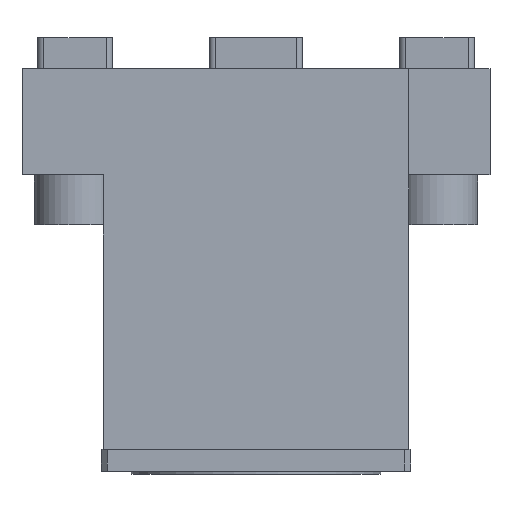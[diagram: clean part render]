
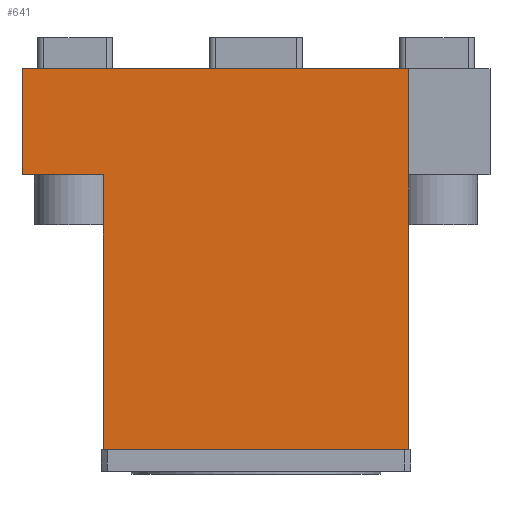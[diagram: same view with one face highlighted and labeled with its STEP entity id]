
A CAD part, left-side view. The second image highlights one B-rep face of the part: STEP entity #641.
In plain terms, the highlighted planar face has unit normal (-1, 0, 0).
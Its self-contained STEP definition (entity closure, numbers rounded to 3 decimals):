
#45=FACE_OUTER_BOUND('',#926,.T.);
#162=LINE('',#3390,#368);
#163=LINE('',#3393,#369);
#164=LINE('',#3395,#370);
#165=LINE('',#3397,#371);
#166=LINE('',#3399,#372);
#167=LINE('',#3401,#373);
#368=VECTOR('',#2469,1.);
#369=VECTOR('',#2470,1.);
#370=VECTOR('',#2471,1.);
#371=VECTOR('',#2472,1.);
#372=VECTOR('',#2473,1.);
#373=VECTOR('',#2474,1.);
#557=PLANE('',#2221);
#641=ADVANCED_FACE('',(#45),#557,.F.);
#926=EDGE_LOOP('',(#1108,#1109,#1110,#1111,#1112,#1113));
#1108=ORIENTED_EDGE('',*,*,#1892,.F.);
#1109=ORIENTED_EDGE('',*,*,#1893,.F.);
#1110=ORIENTED_EDGE('',*,*,#1894,.F.);
#1111=ORIENTED_EDGE('',*,*,#1895,.T.);
#1112=ORIENTED_EDGE('',*,*,#1896,.T.);
#1113=ORIENTED_EDGE('',*,*,#1897,.F.);
#1677=VERTEX_POINT('',#3391);
#1678=VERTEX_POINT('',#3392);
#1679=VERTEX_POINT('',#3394);
#1680=VERTEX_POINT('',#3396);
#1681=VERTEX_POINT('',#3398);
#1682=VERTEX_POINT('',#3400);
#1892=EDGE_CURVE('',#1677,#1678,#162,.T.);
#1893=EDGE_CURVE('',#1679,#1677,#163,.T.);
#1894=EDGE_CURVE('',#1680,#1679,#164,.T.);
#1895=EDGE_CURVE('',#1680,#1681,#165,.T.);
#1896=EDGE_CURVE('',#1681,#1682,#166,.T.);
#1897=EDGE_CURVE('',#1678,#1682,#167,.T.);
#2221=AXIS2_PLACEMENT_3D('',#3402,#2475,#2476);
#2469=DIRECTION('',(0.,1.,0.));
#2470=DIRECTION('',(0.,0.,1.));
#2471=DIRECTION('',(0.,1.,0.));
#2472=DIRECTION('',(0.,0.,1.));
#2473=DIRECTION('',(0.,1.,0.));
#2474=DIRECTION('',(0.,0.,1.));
#2475=DIRECTION('',(1.,0.,0.));
#2476=DIRECTION('',(0.,0.,1.));
#3390=CARTESIAN_POINT('',(-64.,24.5,-17.));
#3391=CARTESIAN_POINT('',(-64.,24.5,-17.));
#3392=CARTESIAN_POINT('',(-64.,37.5,-17.));
#3393=CARTESIAN_POINT('',(-64.,24.5,-61.));
#3394=CARTESIAN_POINT('',(-64.,24.5,-61.));
#3395=CARTESIAN_POINT('',(-64.,-24.5,-61.));
#3396=CARTESIAN_POINT('',(-64.,-24.5,-61.));
#3397=CARTESIAN_POINT('',(-64.,-24.5,-61.));
#3398=CARTESIAN_POINT('',(-64.,-24.5,0.));
#3399=CARTESIAN_POINT('',(-64.,-24.5,0.));
#3400=CARTESIAN_POINT('',(-64.,37.5,0.));
#3401=CARTESIAN_POINT('',(-64.,37.5,-61.));
#3402=CARTESIAN_POINT('',(-64.,-24.5,-61.));
